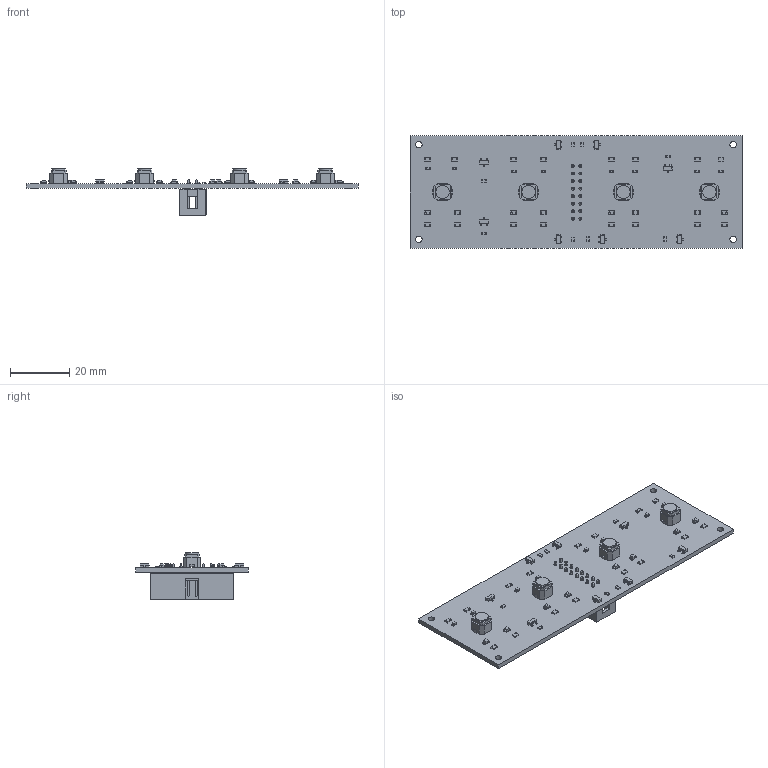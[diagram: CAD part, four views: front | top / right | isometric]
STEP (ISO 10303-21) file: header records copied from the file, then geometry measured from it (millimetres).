
FILE_DESCRIPTION(('KiCad electronic assembly'),'2;1');
FILE_NAME('24VU-FLT-CTL.step','2024-10-11T16:12:02',('Pcbnew'),('Kicad') ,'Open CASCADE STEP processor 7.6','KiCad to STEP converter','Unknown' );
FILE_SCHEMA(('AUTOMOTIVE_DESIGN { 1 0 10303 214 1 1 1 1 }'));
Length unit declared in the file: millimetre
Products named in the file (16): 24VU-FLT-CTL 1; SOT-23; SOT_23; R_0603_1608Metric; SW_Push_1TS009xxxx-xxxx-xxxx_6x6x5mm; LinkGroup; LED_0805_2012Metric; R_0805_2012Metric; LED_0603_1608Metric; IDC-Header_2x08_P2.54mm_Vertical; IDC_Header_2x08_P254mm_Vertical; 24VU-FLT-CTL_PCB
Assembly tree (61 placements, depth 3):
  24VU-FLT-CTL 1
    SOT-23  x8
      SOT_23
    R_0603_1608Metric  x8
      R_0603_1608Metric
    SW_Push_1TS009xxxx-xxxx-xxxx_6x6x5mm  x4
      LinkGroup
    LED_0805_2012Metric  x8
      LED_0805_2012Metric
    R_0805_2012Metric  x16
      R_0805_2012Metric
    LED_0603_1608Metric  x8
      LED_0603_1608Metric
    IDC-Header_2x08_P2.54mm_Vertical
      IDC_Header_2x08_P254mm_Vertical
    24VU-FLT-CTL_PCB
Bounding box: 112 x 38 x 15.8 mm (x, y, z)
Volume: 8538.6 mm3; surface area: 12095.7 mm2
Topology: 62 solids, 62 shells, 2568 faces, 6476 edges, 4090 vertices
Faces by surface type: plane 1903, cylinder 449, bspline 216
Full cylindrical faces by diameter (mm): 1 x22, 2.2 x4, 4.5 x4
Entity records: 22534 total; most frequent: CARTESIAN_POINT 3283, ORIENTED_EDGE 3050, DIRECTION 2975, EDGE_CURVE 1525, LINE 1339, VECTOR 1339, VERTEX_POINT 954, AXIS2_PLACEMENT_3D 818
